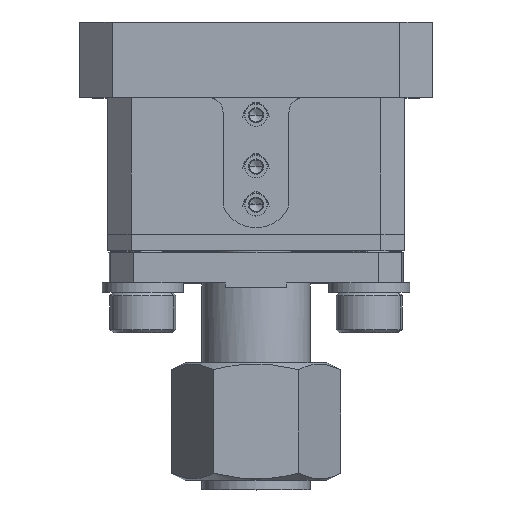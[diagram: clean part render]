
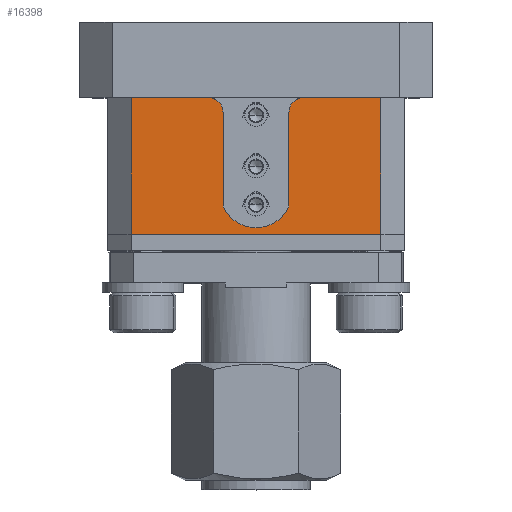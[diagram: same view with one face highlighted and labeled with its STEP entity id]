
A CAD part, top view. The second image highlights one B-rep face of the part: STEP entity #16398.
In plain terms, the highlighted planar face has unit normal (0, 0, 1).
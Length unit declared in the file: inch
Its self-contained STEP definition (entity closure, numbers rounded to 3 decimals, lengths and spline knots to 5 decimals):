
#299 = AXIS2_PLACEMENT_3D ( 'NONE', #16528, #12947, #3931 ) ;
#579 = LINE ( 'NONE', #16537, #16691 ) ;
#1294 = CARTESIAN_POINT ( 'NONE',  ( -0.71805, 0.51836, -0.08961 ) ) ;
#1373 = CARTESIAN_POINT ( 'NONE',  ( -0.38305, 0.77711, -0.08961 ) ) ;
#1406 = EDGE_CURVE ( 'NONE', #6099, #5918, #16438, .T. ) ;
#1738 = LINE ( 'NONE', #22169, #19637 ) ;
#2370 = DIRECTION ( 'NONE',  ( 0., 0., 1. ) ) ;
#2686 = VECTOR ( 'NONE', #22670, 39.37008 ) ;
#2819 = EDGE_CURVE ( 'NONE', #13490, #7377, #8466, .T. ) ;
#3312 = VERTEX_POINT ( 'NONE', #23073 ) ;
#3335 = VERTEX_POINT ( 'NONE', #1373 ) ;
#3633 = DIRECTION ( 'NONE',  ( -1., 0., 0. ) ) ;
#3707 = DIRECTION ( 'NONE',  ( 0., -1., 0. ) ) ;
#3931 = DIRECTION ( 'NONE',  ( 1., 0., 0. ) ) ;
#4655 = LINE ( 'NONE', #1294, #2686 ) ;
#5268 = VERTEX_POINT ( 'NONE', #21270 ) ;
#5551 = EDGE_CURVE ( 'NONE', #3312, #16950, #13464, .T. ) ;
#5589 = EDGE_CURVE ( 'NONE', #5268, #3335, #20026, .T. ) ;
#5918 = VERTEX_POINT ( 'NONE', #5954 ) ;
#5954 = CARTESIAN_POINT ( 'NONE',  ( -0.18805, 0.80836, -0.08961 ) ) ;
#6099 = VERTEX_POINT ( 'NONE', #10385 ) ;
#6151 = EDGE_CURVE ( 'NONE', #6099, #23074, #11215, .T. ) ;
#6726 = LINE ( 'NONE', #13977, #14353 ) ;
#7377 = VERTEX_POINT ( 'NONE', #18334 ) ;
#7733 = ORIENTED_EDGE ( 'NONE', *, *, #6151, .F. ) ;
#7757 = DIRECTION ( 'NONE',  ( 0., -1., 0. ) ) ;
#8182 = VERTEX_POINT ( 'NONE', #20061 ) ;
#8466 = CIRCLE ( 'NONE', #299, 0.07616 ) ;
#8686 = PLANE ( 'NONE',  #21987 ) ;
#9580 = ORIENTED_EDGE ( 'NONE', *, *, #2819, .F. ) ;
#9896 = CARTESIAN_POINT ( 'NONE',  ( -0.13805, 0.80836, -0.08961 ) ) ;
#9907 = LINE ( 'NONE', #9896, #15275 ) ;
#10090 = EDGE_CURVE ( 'NONE', #5918, #5268, #9907, .T. ) ;
#10385 = CARTESIAN_POINT ( 'NONE',  ( -0.18805, 0.51836, -0.08961 ) ) ;
#11215 = LINE ( 'NONE', #19823, #11492 ) ;
#11239 = CARTESIAN_POINT ( 'NONE',  ( -0.3518, 0.77711, -0.08961 ) ) ;
#11265 = AXIS2_PLACEMENT_3D ( 'NONE', #11239, #2370, #20541 ) ;
#11492 = VECTOR ( 'NONE', #17983, 39.37008 ) ;
#11623 = ORIENTED_EDGE ( 'NONE', *, *, #5589, .T. ) ;
#11642 = VECTOR ( 'NONE', #20576, 39.37008 ) ;
#11669 = ORIENTED_EDGE ( 'NONE', *, *, #16860, .T. ) ;
#12084 = DIRECTION ( 'NONE',  ( -1., 0., 0. ) ) ;
#12310 = DIRECTION ( 'NONE',  ( 0., 0., -1. ) ) ;
#12534 = EDGE_CURVE ( 'NONE', #3335, #7377, #1738, .T. ) ;
#12947 = DIRECTION ( 'NONE',  ( 0., 0., 1. ) ) ;
#13464 = CIRCLE ( 'NONE', #15195, 0.03125 ) ;
#13490 = VERTEX_POINT ( 'NONE', #16727 ) ;
#13624 = ORIENTED_EDGE ( 'NONE', *, *, #1406, .T. ) ;
#13723 = EDGE_CURVE ( 'NONE', #3312, #13490, #579, .T. ) ;
#13977 = CARTESIAN_POINT ( 'NONE',  ( -0.13805, 0.80836, -0.08961 ) ) ;
#14353 = VECTOR ( 'NONE', #12084, 39.37008 ) ;
#15195 = AXIS2_PLACEMENT_3D ( 'NONE', #16227, #20131, #3633 ) ;
#15275 = VECTOR ( 'NONE', #22569, 39.37008 ) ;
#16227 = CARTESIAN_POINT ( 'NONE',  ( -0.5543, 0.77711, -0.08961 ) ) ;
#16398 = ADVANCED_FACE ( 'NONE', ( #16635 ), #8686, .F. ) ;
#16415 = CARTESIAN_POINT ( 'NONE',  ( -0.71805, 0.51836, -0.08961 ) ) ;
#16438 = LINE ( 'NONE', #20508, #11642 ) ;
#16528 = CARTESIAN_POINT ( 'NONE',  ( -0.45305, 0.60836, -0.08961 ) ) ;
#16537 = CARTESIAN_POINT ( 'NONE',  ( -0.52305, 0.80836, -0.08961 ) ) ;
#16635 = FACE_OUTER_BOUND ( 'NONE', #22830, .T. ) ;
#16691 = VECTOR ( 'NONE', #3707, 39.37008 ) ;
#16727 = CARTESIAN_POINT ( 'NONE',  ( -0.52305, 0.57836, -0.08961 ) ) ;
#16860 = EDGE_CURVE ( 'NONE', #16950, #8182, #6726, .T. ) ;
#16950 = VERTEX_POINT ( 'NONE', #21818 ) ;
#17855 = CARTESIAN_POINT ( 'NONE',  ( -0.13805, 0.51836, -0.08961 ) ) ;
#17983 = DIRECTION ( 'NONE',  ( -1., 0., 0. ) ) ;
#18334 = CARTESIAN_POINT ( 'NONE',  ( -0.38305, 0.57836, -0.08961 ) ) ;
#18615 = ORIENTED_EDGE ( 'NONE', *, *, #5551, .T. ) ;
#19170 = EDGE_CURVE ( 'NONE', #8182, #23074, #4655, .T. ) ;
#19637 = VECTOR ( 'NONE', #7757, 39.37008 ) ;
#19823 = CARTESIAN_POINT ( 'NONE',  ( -0.13805, 0.51836, -0.08961 ) ) ;
#19861 = DIRECTION ( 'NONE',  ( -1., 0., 0. ) ) ;
#20008 = ORIENTED_EDGE ( 'NONE', *, *, #13723, .F. ) ;
#20026 = CIRCLE ( 'NONE', #11265, 0.03125 ) ;
#20061 = CARTESIAN_POINT ( 'NONE',  ( -0.71805, 0.80836, -0.08961 ) ) ;
#20131 = DIRECTION ( 'NONE',  ( 0., 0., 1. ) ) ;
#20508 = CARTESIAN_POINT ( 'NONE',  ( -0.18805, 0.51836, -0.08961 ) ) ;
#20541 = DIRECTION ( 'NONE',  ( -1., 0., 0. ) ) ;
#20576 = DIRECTION ( 'NONE',  ( 0., 1., 0. ) ) ;
#21270 = CARTESIAN_POINT ( 'NONE',  ( -0.3518, 0.80836, -0.08961 ) ) ;
#21818 = CARTESIAN_POINT ( 'NONE',  ( -0.5543, 0.80836, -0.08961 ) ) ;
#21919 = ORIENTED_EDGE ( 'NONE', *, *, #10090, .T. ) ;
#21987 = AXIS2_PLACEMENT_3D ( 'NONE', #17855, #12310, #19861 ) ;
#22169 = CARTESIAN_POINT ( 'NONE',  ( -0.38305, 0.80836, -0.08961 ) ) ;
#22534 = ORIENTED_EDGE ( 'NONE', *, *, #19170, .T. ) ;
#22569 = DIRECTION ( 'NONE',  ( -1., 0., 0. ) ) ;
#22670 = DIRECTION ( 'NONE',  ( 0., -1., 0. ) ) ;
#22830 = EDGE_LOOP ( 'NONE', ( #21919, #11623, #23350, #9580, #20008, #18615, #11669, #22534, #7733, #13624 ) ) ;
#23073 = CARTESIAN_POINT ( 'NONE',  ( -0.52305, 0.77711, -0.08961 ) ) ;
#23074 = VERTEX_POINT ( 'NONE', #16415 ) ;
#23350 = ORIENTED_EDGE ( 'NONE', *, *, #12534, .T. ) ;
